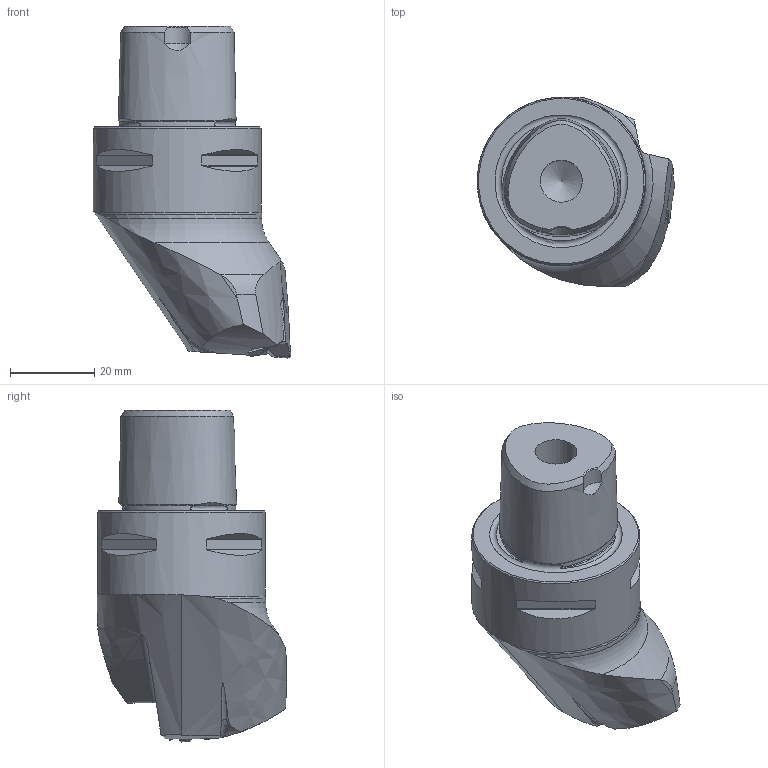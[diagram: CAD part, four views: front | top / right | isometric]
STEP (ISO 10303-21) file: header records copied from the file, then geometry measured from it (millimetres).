
FILE_DESCRIPTION(/* description */ ('3-D model version:1'),/* implementation_level */ '2;1');
FILE_NAME(/* name */ 'C4-3-80-LL27055-10C',/* time_stamp */ '2016-01-14T10:36:18+01:00',/* author */ ('CappDp'),/* organization */ ('AB Sandvik Coromant'),/* preprocessor_version */ 'ST-DEVELOPER v15',/* originating_system */ 'SIEMENS PLM Software NX 8.5',/* authorisation */ '');
FILE_SCHEMA (('AP203_CONFIGURATION_CONTROLLED_3D_DESIGN_OF_MECHANICAL_PARTS_AND_ASSEMBLIES_MIM_LF { 1 0 10303 403 2 1 2}'));
Length unit declared in the file: millimetre
Products named in the file (1): 8050_1_3D
Bounding box: 47 x 45 x 79 mm (x, y, z)
Volume: 65577.6 mm3; surface area: 13224 mm2
Topology: 2 solids, 2 shells, 152 faces, 418 edges, 276 vertices
Faces by surface type: plane 75, cylinder 38, cone 16, bspline 11, torus 10, extrusion 2
Full cylindrical faces by diameter (mm): 2.7 x1, 3.3 x1, 4.1 x1, 10 x1, 40 x1
Entity records: 8489 total; most frequent: CARTESIAN_POINT 4785, ORIENTED_EDGE 802, DIRECTION 661, EDGE_CURVE 401, VERTEX_POINT 270, AXIS2_PLACEMENT_3D 238, VECTOR 185, LINE 183
